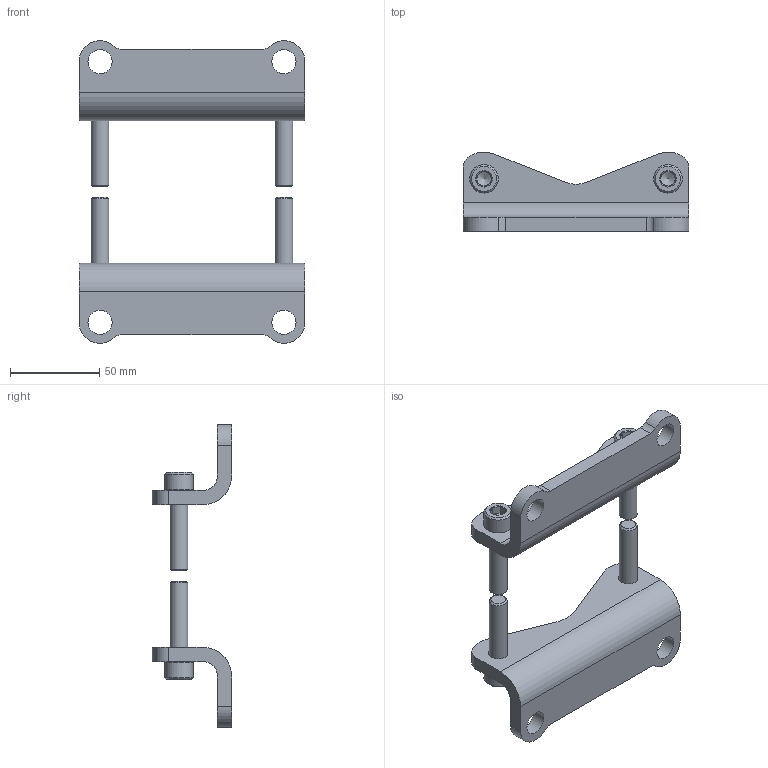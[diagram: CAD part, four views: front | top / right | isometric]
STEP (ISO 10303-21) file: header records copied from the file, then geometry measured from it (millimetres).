
FILE_DESCRIPTION(/* description */ ('STEP AP214'),/* implementation_level */ '2;1');
FILE_NAME(/* name */ '176881_HUA-100-R3',/* time_stamp */ '2024-08-29T12:58:03+02:00',/* author */ ('License CC BY-ND 4.0'),/* organization */ ('CADENAS'),/* preprocessor_version */ 'ST-DEVELOPER v19.3',/* originating_system */ 'PARTsolutions',/* authorisation */ ' ');
FILE_SCHEMA (('AUTOMOTIVE_DESIGN {1 0 10303 214 3 1 1}'));
Length unit declared in the file: millimetre
Products named in the file (3): 176881 HUA-100-R3---(80); 176881 HUA-100-R3---(F); DIN-912 - M10x45(F)
Assembly tree (6 placements, depth 2):
  176881 HUA-100-R3---(80)
    176881 HUA-100-R3---(F)  x2
    DIN-912 - M10x45(F)  x4
Bounding box: 126.5 x 44.47 x 169.43 mm (x, y, z)
Volume: 143715.3 mm3; surface area: 49134.1 mm2
Topology: 6 solids, 6 shells, 160 faces, 348 edges, 204 vertices
Faces by surface type: plane 78, cone 44, cylinder 38
Full cylindrical faces by diameter (mm): 10 x4, 11 x4, 13.5 x4, 16 x4
Entity records: 1528 total; most frequent: DIRECTION 268, CARTESIAN_POINT 264, ORIENTED_EDGE 212, AXIS2_PLACEMENT_3D 109, EDGE_CURVE 106, FACE_BOUND 73, EDGE_LOOP 72, VERTEX_POINT 71
